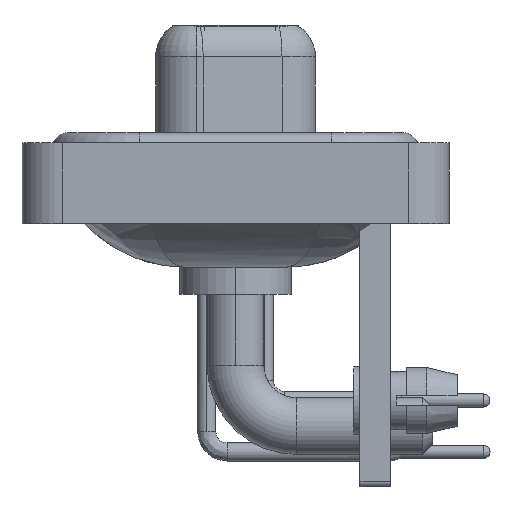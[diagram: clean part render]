
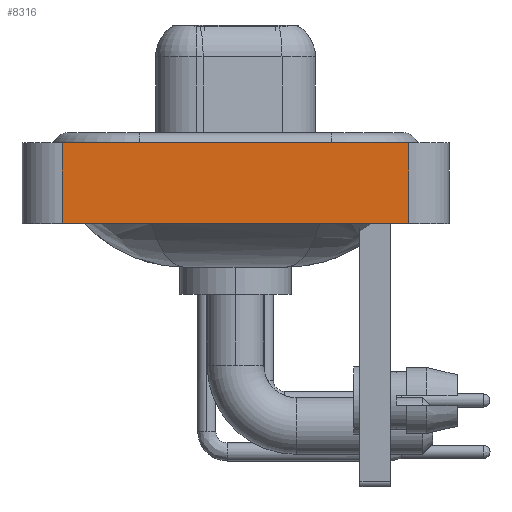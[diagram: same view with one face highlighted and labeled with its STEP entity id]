
A CAD part, left-side view. The second image highlights one B-rep face of the part: STEP entity #8316.
In plain terms, the highlighted planar face has unit normal (-1, 0, 0).
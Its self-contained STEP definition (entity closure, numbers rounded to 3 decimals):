
#3226 = CARTESIAN_POINT ( 'NONE',  ( -7.35, -8.55, -3.6 ) ) ;
#3982 = CARTESIAN_POINT ( 'NONE',  ( -7.35, 8.55, -3.6 ) ) ;
#4349 = EDGE_LOOP ( 'NONE', ( #16626, #8987, #15140, #9695 ) ) ;
#4644 = CARTESIAN_POINT ( 'NONE',  ( -7.35, -8.55, -3.6 ) ) ;
#8316 = ADVANCED_FACE ( 'NONE', ( #21747 ), #18295, .T. ) ;
#8542 = CARTESIAN_POINT ( 'NONE',  ( -7.35, 8.55, -3.6 ) ) ;
#8739 = VERTEX_POINT ( 'NONE', #17976 ) ;
#8987 = ORIENTED_EDGE ( 'NONE', *, *, #17436, .F. ) ;
#9695 = ORIENTED_EDGE ( 'NONE', *, *, #23258, .T. ) ;
#9952 = DIRECTION ( 'NONE',  ( 0., -1., 0. ) ) ;
#11410 = CARTESIAN_POINT ( 'NONE',  ( -7.35, -8.55, 0.4 ) ) ;
#11559 = LINE ( 'NONE', #13604, #16352 ) ;
#12336 = VERTEX_POINT ( 'NONE', #11410 ) ;
#12387 = AXIS2_PLACEMENT_3D ( 'NONE', #4644, #15071, #19141 ) ;
#12666 = DIRECTION ( 'NONE',  ( 0., -1., 0. ) ) ;
#13038 = VERTEX_POINT ( 'NONE', #15732 ) ;
#13604 = CARTESIAN_POINT ( 'NONE',  ( -7.35, -8.55, -3.6 ) ) ;
#15071 = DIRECTION ( 'NONE',  ( -1., 0., 0. ) ) ;
#15140 = ORIENTED_EDGE ( 'NONE', *, *, #22232, .F. ) ;
#15400 = DIRECTION ( 'NONE',  ( 0., 0., 1. ) ) ;
#15732 = CARTESIAN_POINT ( 'NONE',  ( -7.35, -8.55, -3.6 ) ) ;
#16352 = VECTOR ( 'NONE', #15400, 1000. ) ;
#16626 = ORIENTED_EDGE ( 'NONE', *, *, #21071, .T. ) ;
#16755 = LINE ( 'NONE', #3226, #18386 ) ;
#17436 = EDGE_CURVE ( 'NONE', #8739, #12336, #17760, .T. ) ;
#17760 = LINE ( 'NONE', #18260, #21586 ) ;
#17976 = CARTESIAN_POINT ( 'NONE',  ( -7.35, 8.55, 0.4 ) ) ;
#18250 = DIRECTION ( 'NONE',  ( 0., 0., 1. ) ) ;
#18260 = CARTESIAN_POINT ( 'NONE',  ( -7.35, -8.55, 0.4 ) ) ;
#18295 = PLANE ( 'NONE',  #12387 ) ;
#18386 = VECTOR ( 'NONE', #12666, 1000. ) ;
#19141 = DIRECTION ( 'NONE',  ( 0., 0., 1. ) ) ;
#19956 = VECTOR ( 'NONE', #18250, 1000. ) ;
#21071 = EDGE_CURVE ( 'NONE', #13038, #12336, #11559, .T. ) ;
#21586 = VECTOR ( 'NONE', #9952, 1000. ) ;
#21747 = FACE_OUTER_BOUND ( 'NONE', #4349, .T. ) ;
#22232 = EDGE_CURVE ( 'NONE', #24196, #8739, #24253, .T. ) ;
#23258 = EDGE_CURVE ( 'NONE', #24196, #13038, #16755, .T. ) ;
#24196 = VERTEX_POINT ( 'NONE', #3982 ) ;
#24253 = LINE ( 'NONE', #8542, #19956 ) ;
